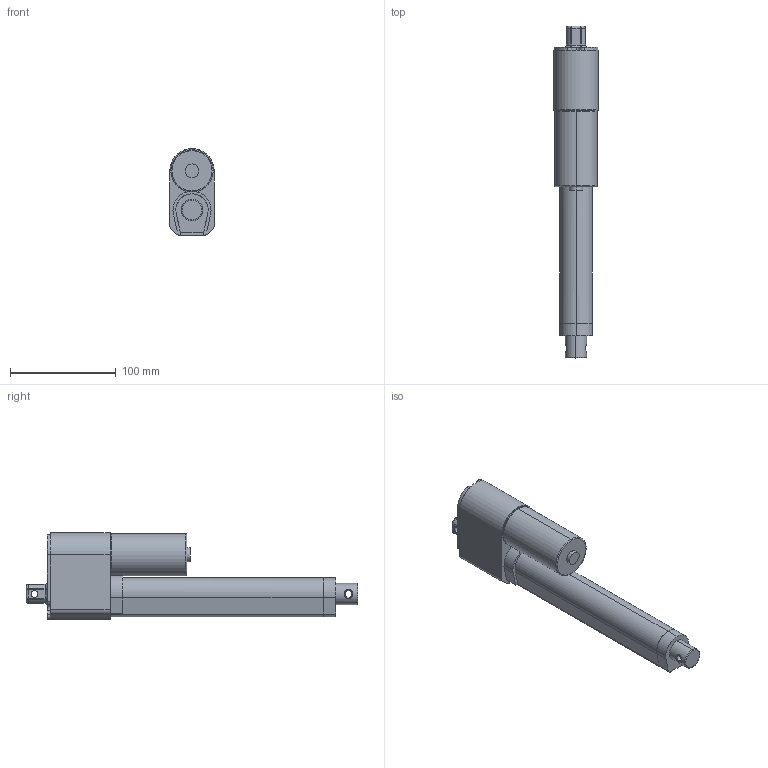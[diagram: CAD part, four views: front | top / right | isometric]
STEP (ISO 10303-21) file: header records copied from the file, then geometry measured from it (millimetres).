
FILE_DESCRIPTION (( 'STEP AP214' ), '1' );
FILE_NAME ('glideforce-LACT6P.STEP', '2019-10-10T16:33:44', ( '' ), ( '' ), 'SwSTEP 2.0', 'SolidWorks 2016', '' );
FILE_SCHEMA (( 'AUTOMOTIVE_DESIGN' ));
Length unit declared in the file: millimetre
Products named in the file (3): aluminum-frame_6in with pot; extension-tube_6in frame; glideforce-LACT6P
Assembly tree (2 placements, depth 2):
  glideforce-LACT6P
    aluminum-frame_6in with pot
    extension-tube_6in frame
Bounding box: 42 x 314 x 82 mm (x, y, z)
Volume: 483562.6 mm3; surface area: 84249.2 mm2
Topology: 2 solids, 2 shells, 438 faces, 1145 edges, 742 vertices
Faces by surface type: plane 212, bspline 118, cylinder 78, torus 22, sphere 8
Entity records: 21678 total; most frequent: CARTESIAN_POINT 8592, ORIENTED_EDGE 2274, DIRECTION 1747, EDGE_CURVE 1137, VERTEX_POINT 742, VECTOR 693, LINE 693, AXIS2_PLACEMENT_3D 527
